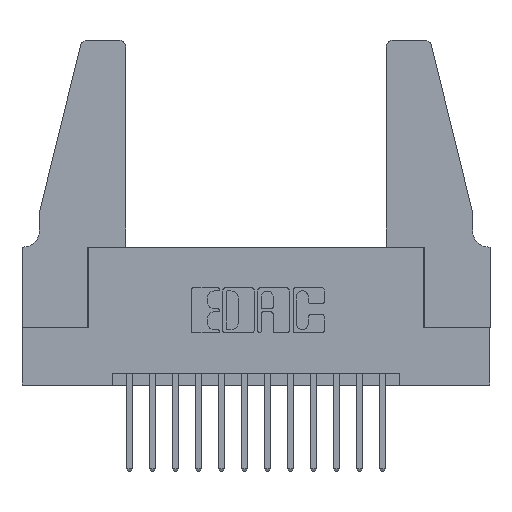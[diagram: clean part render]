
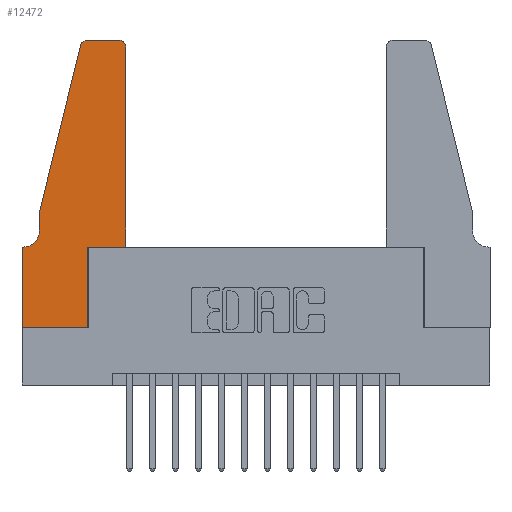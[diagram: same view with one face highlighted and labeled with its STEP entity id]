
A CAD part, top view. The second image highlights one B-rep face of the part: STEP entity #12472.
In plain terms, the highlighted planar face has unit normal (0, 0, 1).
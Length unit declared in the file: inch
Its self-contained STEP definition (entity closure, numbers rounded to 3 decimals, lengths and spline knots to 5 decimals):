
#98 = LINE ( 'NONE', #2495, #6371 ) ;
#167 = VECTOR ( 'NONE', #14467, 39.37008 ) ;
#233 = VECTOR ( 'NONE', #3438, 39.37008 ) ;
#439 = VERTEX_POINT ( 'NONE', #3432 ) ;
#455 = CARTESIAN_POINT ( 'NONE',  ( 0.4505, 0.35, 0.37 ) ) ;
#1197 = ORIENTED_EDGE ( 'NONE', *, *, #10783, .T. ) ;
#1223 = ORIENTED_EDGE ( 'NONE', *, *, #2879, .T. ) ;
#1246 = EDGE_CURVE ( 'NONE', #439, #5327, #9630, .T. ) ;
#1316 = VERTEX_POINT ( 'NONE', #8752 ) ;
#1500 = AXIS2_PLACEMENT_3D ( 'NONE', #10240, #3036, #11431 ) ;
#1525 = CARTESIAN_POINT ( 'NONE',  ( 0.4205, 1.25, 0.37 ) ) ;
#1555 = LINE ( 'NONE', #7590, #13944 ) ;
#1586 = CARTESIAN_POINT ( 'NONE',  ( 0.0755, 0.5, 0.37 ) ) ;
#1632 = CARTESIAN_POINT ( 'NONE',  ( 0.284, 1.25, 0.37 ) ) ;
#1770 = VECTOR ( 'NONE', #13062, 39.37008 ) ;
#1902 = CARTESIAN_POINT ( 'NONE',  ( 0.2865, 0.35, 0.37 ) ) ;
#2453 = VERTEX_POINT ( 'NONE', #10705 ) ;
#2495 = CARTESIAN_POINT ( 'NONE',  ( 0.2865, 0.35, 0.37 ) ) ;
#2859 = EDGE_CURVE ( 'NONE', #2453, #9714, #4903, .T. ) ;
#2879 = EDGE_CURVE ( 'NONE', #13479, #14664, #7745, .T. ) ;
#3036 = DIRECTION ( 'NONE',  ( 0., 0., 1. ) ) ;
#3237 = VERTEX_POINT ( 'NONE', #8552 ) ;
#3432 = CARTESIAN_POINT ( 'NONE',  ( 0.0755, 0.5, 0.37 ) ) ;
#3438 = DIRECTION ( 'NONE',  ( 0., -1., 0. ) ) ;
#3481 = DIRECTION ( 'NONE',  ( -0.239, -0.971, 0. ) ) ;
#4138 = CARTESIAN_POINT ( 'NONE',  ( 0.284, 1.22, 0.37 ) ) ;
#4409 = ORIENTED_EDGE ( 'NONE', *, *, #1246, .T. ) ;
#4571 = CARTESIAN_POINT ( 'NONE',  ( 0.0055, 0.35, 0.37 ) ) ;
#4744 = CARTESIAN_POINT ( 'NONE',  ( 0.2605, 1.25, 0.37 ) ) ;
#4806 = CARTESIAN_POINT ( 'NONE',  ( 0.0055, 0.42, 0.37 ) ) ;
#4830 = CARTESIAN_POINT ( 'NONE',  ( 0., 0.35, 0.37 ) ) ;
#4903 = CIRCLE ( 'NONE', #1500, 0.03 ) ;
#4911 = CARTESIAN_POINT ( 'NONE',  ( 0.0755, 0.35, 0.37 ) ) ;
#4914 = CARTESIAN_POINT ( 'NONE',  ( 0.4505, 0.35, 0.37 ) ) ;
#5005 = EDGE_CURVE ( 'NONE', #9714, #7467, #11006, .T. ) ;
#5008 = DIRECTION ( 'NONE',  ( 1., 0., 0. ) ) ;
#5126 = EDGE_CURVE ( 'NONE', #9240, #13479, #98, .T. ) ;
#5255 = EDGE_CURVE ( 'NONE', #14664, #2453, #1555, .T. ) ;
#5320 = ORIENTED_EDGE ( 'NONE', *, *, #5255, .T. ) ;
#5327 = VERTEX_POINT ( 'NONE', #12448 ) ;
#5338 = EDGE_CURVE ( 'NONE', #7467, #3237, #10072, .T. ) ;
#5383 = DIRECTION ( 'NONE',  ( 1., 0., 0. ) ) ;
#6039 = DIRECTION ( 'NONE',  ( -1., 0., 0. ) ) ;
#6124 = AXIS2_PLACEMENT_3D ( 'NONE', #4830, #7263, #15495 ) ;
#6371 = VECTOR ( 'NONE', #13263, 39.37008 ) ;
#6464 = ORIENTED_EDGE ( 'NONE', *, *, #2859, .T. ) ;
#6674 = ORIENTED_EDGE ( 'NONE', *, *, #11372, .T. ) ;
#6789 = DIRECTION ( 'NONE',  ( 0., -1., 0. ) ) ;
#7033 = LINE ( 'NONE', #11830, #7402 ) ;
#7119 = ORIENTED_EDGE ( 'NONE', *, *, #11288, .T. ) ;
#7263 = DIRECTION ( 'NONE',  ( 0., 0., 1. ) ) ;
#7365 = VECTOR ( 'NONE', #14968, 39.37008 ) ;
#7402 = VECTOR ( 'NONE', #3481, 39.37008 ) ;
#7467 = VERTEX_POINT ( 'NONE', #1632 ) ;
#7535 = EDGE_LOOP ( 'NONE', ( #13656, #12422, #9676, #4409, #7119, #6674, #10803, #1197, #13013, #1223, #5320, #6464 ) ) ;
#7590 = CARTESIAN_POINT ( 'NONE',  ( 0.4505, 0.35, 0.37 ) ) ;
#7745 = LINE ( 'NONE', #455, #7365 ) ;
#7779 = EDGE_CURVE ( 'NONE', #3237, #439, #7033, .T. ) ;
#8054 = VECTOR ( 'NONE', #6789, 39.37008 ) ;
#8116 = AXIS2_PLACEMENT_3D ( 'NONE', #4806, #13118, #6039 ) ;
#8380 = PLANE ( 'NONE',  #6124 ) ;
#8552 = CARTESIAN_POINT ( 'NONE',  ( 0.25487, 1.22718, 0.37 ) ) ;
#8752 = CARTESIAN_POINT ( 'NONE',  ( 0., 0.35, 0.37 ) ) ;
#9171 = CARTESIAN_POINT ( 'NONE',  ( 0., 0., 0.37 ) ) ;
#9240 = VERTEX_POINT ( 'NONE', #13811 ) ;
#9358 = VECTOR ( 'NONE', #5008, 39.37008 ) ;
#9630 = LINE ( 'NONE', #1586, #233 ) ;
#9676 = ORIENTED_EDGE ( 'NONE', *, *, #7779, .T. ) ;
#9714 = VERTEX_POINT ( 'NONE', #1525 ) ;
#10072 = CIRCLE ( 'NONE', #11544, 0.03 ) ;
#10094 = FACE_OUTER_BOUND ( 'NONE', #7535, .T. ) ;
#10240 = CARTESIAN_POINT ( 'NONE',  ( 0.4205, 1.22, 0.37 ) ) ;
#10322 = LINE ( 'NONE', #4911, #167 ) ;
#10705 = CARTESIAN_POINT ( 'NONE',  ( 0.4505, 1.22, 0.37 ) ) ;
#10783 = EDGE_CURVE ( 'NONE', #12857, #9240, #12122, .T. ) ;
#10803 = ORIENTED_EDGE ( 'NONE', *, *, #12842, .T. ) ;
#10952 = CARTESIAN_POINT ( 'NONE',  ( 0., 0., 0.37 ) ) ;
#11006 = LINE ( 'NONE', #4744, #1770 ) ;
#11288 = EDGE_CURVE ( 'NONE', #5327, #13613, #11437, .T. ) ;
#11372 = EDGE_CURVE ( 'NONE', #13613, #1316, #10322, .T. ) ;
#11431 = DIRECTION ( 'NONE',  ( 1., 0., 0. ) ) ;
#11437 = CIRCLE ( 'NONE', #8116, 0.07 ) ;
#11544 = AXIS2_PLACEMENT_3D ( 'NONE', #4138, #12496, #5383 ) ;
#11830 = CARTESIAN_POINT ( 'NONE',  ( 0.0755, 0.5, 0.37 ) ) ;
#12122 = LINE ( 'NONE', #10952, #9358 ) ;
#12338 = DIRECTION ( 'NONE',  ( 0., 1., 0. ) ) ;
#12422 = ORIENTED_EDGE ( 'NONE', *, *, #5338, .T. ) ;
#12448 = CARTESIAN_POINT ( 'NONE',  ( 0.0755, 0.42, 0.37 ) ) ;
#12472 = ADVANCED_FACE ( 'NONE', ( #10094 ), #8380, .T. ) ;
#12496 = DIRECTION ( 'NONE',  ( 0., 0., 1. ) ) ;
#12842 = EDGE_CURVE ( 'NONE', #1316, #12857, #14332, .T. ) ;
#12857 = VERTEX_POINT ( 'NONE', #9171 ) ;
#13013 = ORIENTED_EDGE ( 'NONE', *, *, #5126, .T. ) ;
#13062 = DIRECTION ( 'NONE',  ( -1., 0., 0. ) ) ;
#13118 = DIRECTION ( 'NONE',  ( 0., 0., -1. ) ) ;
#13263 = DIRECTION ( 'NONE',  ( 0., 1., 0. ) ) ;
#13479 = VERTEX_POINT ( 'NONE', #1902 ) ;
#13613 = VERTEX_POINT ( 'NONE', #4571 ) ;
#13656 = ORIENTED_EDGE ( 'NONE', *, *, #5005, .T. ) ;
#13811 = CARTESIAN_POINT ( 'NONE',  ( 0.2865, 0., 0.37 ) ) ;
#13944 = VECTOR ( 'NONE', #12338, 39.37008 ) ;
#14332 = LINE ( 'NONE', #15036, #8054 ) ;
#14467 = DIRECTION ( 'NONE',  ( -1., 0., 0. ) ) ;
#14664 = VERTEX_POINT ( 'NONE', #4914 ) ;
#14968 = DIRECTION ( 'NONE',  ( 1., 0., 0. ) ) ;
#15036 = CARTESIAN_POINT ( 'NONE',  ( 0., 0., 0.37 ) ) ;
#15495 = DIRECTION ( 'NONE',  ( 1., 0., 0. ) ) ;
